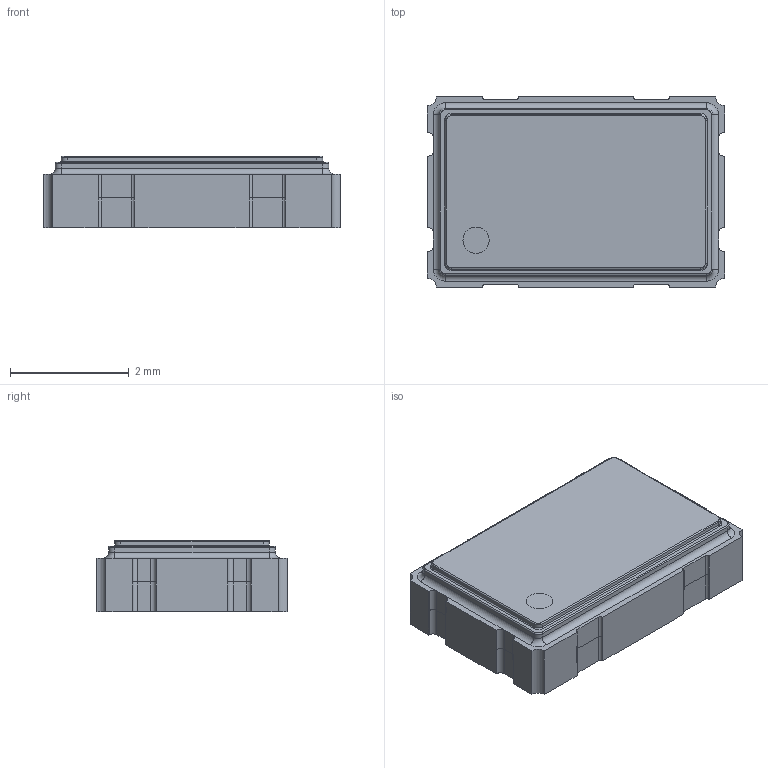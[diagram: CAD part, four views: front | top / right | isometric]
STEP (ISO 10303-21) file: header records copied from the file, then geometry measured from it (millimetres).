
FILE_DESCRIPTION (( 'STEP AP214' ), '1' );
FILE_NAME ('OSC-SMD_4P-L5.0-W3.2-BL_SIT8103AI.STEP', '2021-07-28T03:42:21', ( 'PC' ), ( 'Microsoft' ), 'SwSTEP 2.0', 'SolidWorks 2018', '' );
FILE_SCHEMA (( 'AUTOMOTIVE_DESIGN' ));
Length unit declared in the file: millimetre
Products named in the file (2): OSC-SMD_4P-L5.0-W3.2-BL_SIT8103AI
Bounding box: 5 x 3.2 x 1.2 mm (x, y, z)
Volume: 17.8 mm3; surface area: 49.9 mm2
Topology: 1 solids, 1 shells, 238 faces, 641 edges, 414 vertices
Faces by surface type: plane 146, cylinder 62, torus 16, bspline 14
Entity records: 10125 total; most frequent: CARTESIAN_POINT 2093, ORIENTED_EDGE 1282, DIRECTION 1205, EDGE_CURVE 641, LINE 473, VECTOR 473, VERTEX_POINT 414, AXIS2_PLACEMENT_3D 366
